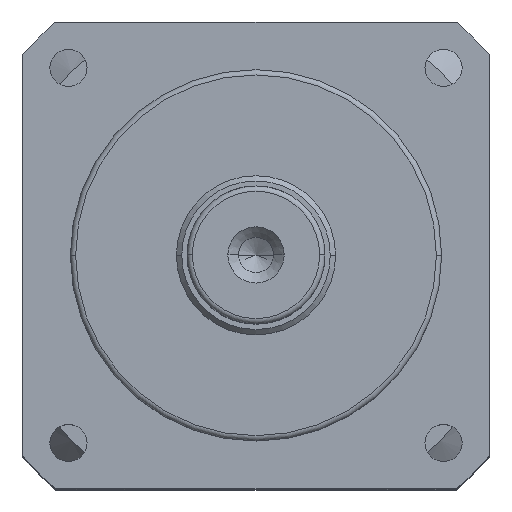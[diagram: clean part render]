
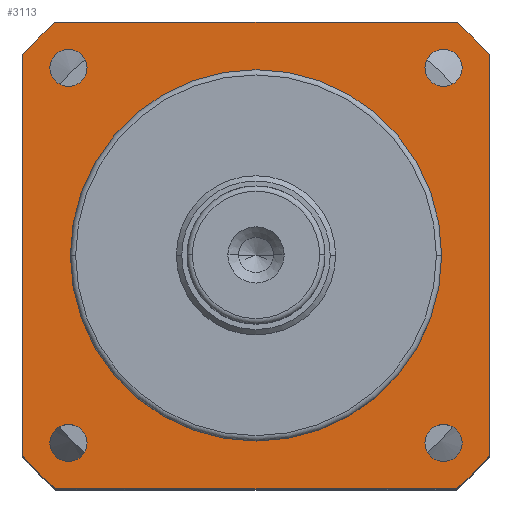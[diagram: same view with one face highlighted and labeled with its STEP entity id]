
A CAD part, top view. The second image highlights one B-rep face of the part: STEP entity #3113.
In plain terms, the highlighted planar face has unit normal (0, 0, 1).
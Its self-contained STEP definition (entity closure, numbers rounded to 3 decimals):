
#1836=CARTESIAN_POINT('',(0.,0.,6.));
#1837=DIRECTION('',(0.,0.,1.));
#1838=DIRECTION('',(-0.759,-0.652,0.));
#1839=AXIS2_PLACEMENT_3D('',#1836,#1837,#1838);
#1841=CARTESIAN_POINT('',(0.,0.,6.));
#1842=DIRECTION('',(0.,0.,1.));
#1843=DIRECTION('',(-0.652,0.759,0.));
#1844=AXIS2_PLACEMENT_3D('',#1841,#1842,#1843);
#1846=CARTESIAN_POINT('',(0.,0.,6.));
#1847=DIRECTION('',(0.,0.,1.));
#1848=DIRECTION('',(0.759,0.652,0.));
#1849=AXIS2_PLACEMENT_3D('',#1846,#1847,#1848);
#1851=CARTESIAN_POINT('',(0.,0.,6.));
#1852=DIRECTION('',(0.,0.,1.));
#1853=DIRECTION('',(0.652,-0.759,0.));
#1854=AXIS2_PLACEMENT_3D('',#1851,#1852,#1853);
#1856=CARTESIAN_POINT('',(-17.678,17.678,6.));
#1857=DIRECTION('',(0.,0.,-1.));
#1858=DIRECTION('',(-1.,0.,0.));
#1859=AXIS2_PLACEMENT_3D('',#1856,#1857,#1858);
#1861=CARTESIAN_POINT('',(-17.678,17.678,6.));
#1862=DIRECTION('',(0.,0.,-1.));
#1863=DIRECTION('',(1.,0.,0.));
#1864=AXIS2_PLACEMENT_3D('',#1861,#1862,#1863);
#1866=CARTESIAN_POINT('',(-17.678,-17.678,6.));
#1867=DIRECTION('',(0.,0.,-1.));
#1868=DIRECTION('',(-1.,0.,0.));
#1869=AXIS2_PLACEMENT_3D('',#1866,#1867,#1868);
#1871=CARTESIAN_POINT('',(-17.678,-17.678,6.));
#1872=DIRECTION('',(0.,0.,-1.));
#1873=DIRECTION('',(1.,0.,0.));
#1874=AXIS2_PLACEMENT_3D('',#1871,#1872,#1873);
#1876=CARTESIAN_POINT('',(17.678,-17.678,6.));
#1877=DIRECTION('',(0.,0.,-1.));
#1878=DIRECTION('',(-1.,0.,0.));
#1879=AXIS2_PLACEMENT_3D('',#1876,#1877,#1878);
#1881=CARTESIAN_POINT('',(17.678,-17.678,6.));
#1882=DIRECTION('',(0.,0.,-1.));
#1883=DIRECTION('',(1.,0.,0.));
#1884=AXIS2_PLACEMENT_3D('',#1881,#1882,#1883);
#1886=CARTESIAN_POINT('',(17.678,17.678,6.));
#1887=DIRECTION('',(0.,0.,-1.));
#1888=DIRECTION('',(-1.,0.,0.));
#1889=AXIS2_PLACEMENT_3D('',#1886,#1887,#1888);
#1891=CARTESIAN_POINT('',(17.678,17.678,6.));
#1892=DIRECTION('',(0.,0.,-1.));
#1893=DIRECTION('',(1.,0.,0.));
#1894=AXIS2_PLACEMENT_3D('',#1891,#1892,#1893);
#1896=CARTESIAN_POINT('',(0.,0.,6.));
#1897=DIRECTION('',(0.,0.,-1.));
#1898=DIRECTION('',(1.,0.,0.));
#1899=AXIS2_PLACEMENT_3D('',#1896,#1897,#1898);
#1901=CARTESIAN_POINT('',(0.,0.,6.));
#1902=DIRECTION('',(0.,0.,-1.));
#1903=DIRECTION('',(-1.,0.,0.));
#1904=AXIS2_PLACEMENT_3D('',#1901,#1902,#1903);
#2146=DIRECTION('',(1.,0.,0.));
#2147=VECTOR('',#2146,37.789);
#2148=CARTESIAN_POINT('',(-18.894,22.,6.));
#2149=LINE('',#2148,#2147);
#2210=DIRECTION('',(0.,-1.,0.));
#2211=VECTOR('',#2210,37.789);
#2212=CARTESIAN_POINT('',(22.,18.894,6.));
#2213=LINE('',#2212,#2211);
#2310=DIRECTION('',(-1.,0.,0.));
#2311=VECTOR('',#2310,37.789);
#2312=CARTESIAN_POINT('',(18.894,-22.,6.));
#2313=LINE('',#2312,#2311);
#2430=DIRECTION('',(0.,1.,0.));
#2431=VECTOR('',#2430,37.789);
#2432=CARTESIAN_POINT('',(-22.,-18.894,6.));
#2433=LINE('',#2432,#2431);
#2760=CARTESIAN_POINT('',(22.,18.894,6.));
#2761=CARTESIAN_POINT('',(18.894,22.,6.));
#2762=VERTEX_POINT('',#2760);
#2763=VERTEX_POINT('',#2761);
#2790=CARTESIAN_POINT('',(-17.5,0.,6.));
#2791=CARTESIAN_POINT('',(17.5,0.,6.));
#2792=VERTEX_POINT('',#2790);
#2793=VERTEX_POINT('',#2791);
#2839=CARTESIAN_POINT('',(-15.928,17.678,6.));
#2840=CARTESIAN_POINT('',(-19.428,17.678,6.));
#2841=VERTEX_POINT('',#2839);
#2842=VERTEX_POINT('',#2840);
#2861=CARTESIAN_POINT('',(-18.894,22.,6.));
#2862=CARTESIAN_POINT('',(-22.,18.894,6.));
#2863=VERTEX_POINT('',#2861);
#2864=VERTEX_POINT('',#2862);
#2869=CARTESIAN_POINT('',(-19.428,-17.678,6.));
#2870=CARTESIAN_POINT('',(-15.928,-17.678,6.));
#2871=VERTEX_POINT('',#2869);
#2872=VERTEX_POINT('',#2870);
#2875=CARTESIAN_POINT('',(15.928,-17.678,6.));
#2876=VERTEX_POINT('',#2875);
#2877=CARTESIAN_POINT('',(19.428,-17.678,6.));
#2878=VERTEX_POINT('',#2877);
#2891=CARTESIAN_POINT('',(22.,-18.894,6.));
#2892=VERTEX_POINT('',#2891);
#2925=CARTESIAN_POINT('',(15.928,17.678,6.));
#2927=VERTEX_POINT('',#2925);
#2978=CARTESIAN_POINT('',(-18.894,-22.,6.));
#2980=VERTEX_POINT('',#2978);
#3005=CARTESIAN_POINT('',(-22.,-18.894,6.));
#3007=VERTEX_POINT('',#3005);
#3009=CARTESIAN_POINT('',(18.894,-22.,6.));
#3010=VERTEX_POINT('',#3009);
#3011=CARTESIAN_POINT('',(19.428,17.678,6.));
#3012=VERTEX_POINT('',#3011);
#3062=CARTESIAN_POINT('',(0.,0.,6.));
#3063=DIRECTION('',(0.,0.,1.));
#3064=DIRECTION('',(1.,0.,0.));
#3065=AXIS2_PLACEMENT_3D('',#3062,#3063,#3064);
#3066=PLANE('',#3065);
#3068=ORIENTED_EDGE('',*,*,#3067,.F.);
#3070=ORIENTED_EDGE('',*,*,#3069,.T.);
#3072=ORIENTED_EDGE('',*,*,#3071,.F.);
#3074=ORIENTED_EDGE('',*,*,#3073,.T.);
#3076=ORIENTED_EDGE('',*,*,#3075,.F.);
#3078=ORIENTED_EDGE('',*,*,#3077,.T.);
#3080=ORIENTED_EDGE('',*,*,#3079,.F.);
#3082=ORIENTED_EDGE('',*,*,#3081,.T.);
#3083=EDGE_LOOP('',(#3068,#3070,#3072,#3074,#3076,#3078,#3080,#3082));
#3084=FACE_OUTER_BOUND('',#3083,.F.);
#3086=ORIENTED_EDGE('',*,*,#3085,.F.);
#3088=ORIENTED_EDGE('',*,*,#3087,.F.);
#3089=EDGE_LOOP('',(#3086,#3088));
#3090=FACE_BOUND('',#3089,.F.);
#3092=ORIENTED_EDGE('',*,*,#3091,.F.);
#3094=ORIENTED_EDGE('',*,*,#3093,.F.);
#3095=EDGE_LOOP('',(#3092,#3094));
#3096=FACE_BOUND('',#3095,.F.);
#3098=ORIENTED_EDGE('',*,*,#3097,.F.);
#3100=ORIENTED_EDGE('',*,*,#3099,.F.);
#3101=EDGE_LOOP('',(#3098,#3100));
#3102=FACE_BOUND('',#3101,.F.);
#3104=ORIENTED_EDGE('',*,*,#3103,.F.);
#3106=ORIENTED_EDGE('',*,*,#3105,.F.);
#3107=EDGE_LOOP('',(#3104,#3106));
#3108=FACE_BOUND('',#3107,.F.);
#3109=ORIENTED_EDGE('',*,*,#3054,.F.);
#3110=ORIENTED_EDGE('',*,*,#3041,.F.);
#3111=EDGE_LOOP('',(#3109,#3110));
#3112=FACE_BOUND('',#3111,.F.);
#3113=ADVANCED_FACE('',(#3084,#3090,#3096,#3102,#3108,#3112),#3066,.T.);
#1840=CIRCLE('',#1839,29.);
#1845=CIRCLE('',#1844,29.);
#1850=CIRCLE('',#1849,29.);
#1855=CIRCLE('',#1854,29.);
#1860=CIRCLE('',#1859,1.75);
#1865=CIRCLE('',#1864,1.75);
#1870=CIRCLE('',#1869,1.75);
#1875=CIRCLE('',#1874,1.75);
#1880=CIRCLE('',#1879,1.75);
#1885=CIRCLE('',#1884,1.75);
#1890=CIRCLE('',#1889,1.75);
#1895=CIRCLE('',#1894,1.75);
#1900=CIRCLE('',#1899,17.5);
#1905=CIRCLE('',#1904,17.5);
#3041=EDGE_CURVE('',#2792,#2793,#1905,.T.);
#3054=EDGE_CURVE('',#2793,#2792,#1900,.T.);
#3067=EDGE_CURVE('',#3007,#2980,#1840,.T.);
#3069=EDGE_CURVE('',#3007,#2864,#2433,.T.);
#3071=EDGE_CURVE('',#2863,#2864,#1845,.T.);
#3073=EDGE_CURVE('',#2863,#2763,#2149,.T.);
#3075=EDGE_CURVE('',#2762,#2763,#1850,.T.);
#3077=EDGE_CURVE('',#2762,#2892,#2213,.T.);
#3079=EDGE_CURVE('',#3010,#2892,#1855,.T.);
#3081=EDGE_CURVE('',#3010,#2980,#2313,.T.);
#3085=EDGE_CURVE('',#2842,#2841,#1860,.T.);
#3087=EDGE_CURVE('',#2841,#2842,#1865,.T.);
#3091=EDGE_CURVE('',#2871,#2872,#1870,.T.);
#3093=EDGE_CURVE('',#2872,#2871,#1875,.T.);
#3097=EDGE_CURVE('',#2876,#2878,#1880,.T.);
#3099=EDGE_CURVE('',#2878,#2876,#1885,.T.);
#3103=EDGE_CURVE('',#2927,#3012,#1890,.T.);
#3105=EDGE_CURVE('',#3012,#2927,#1895,.T.);
